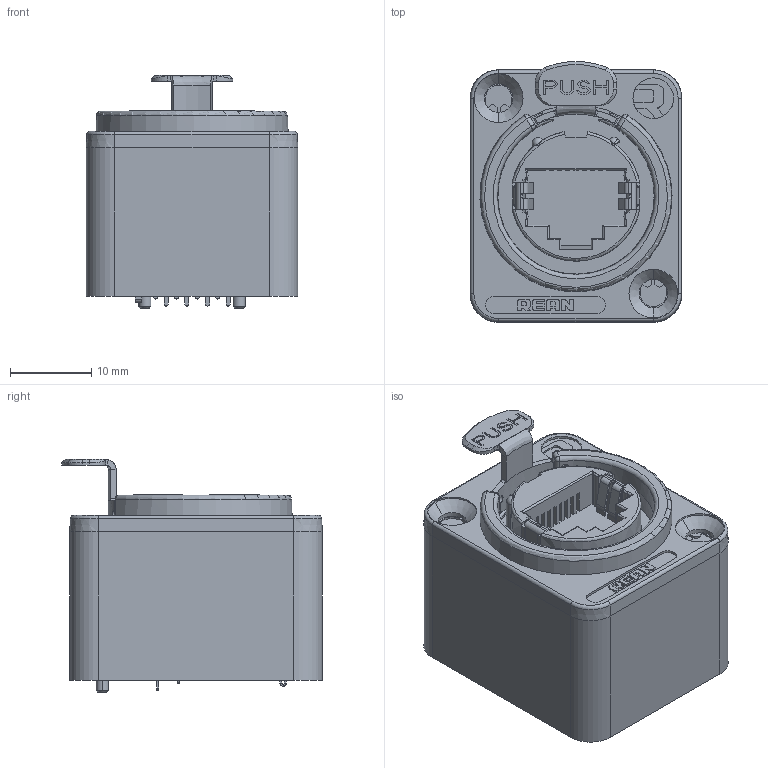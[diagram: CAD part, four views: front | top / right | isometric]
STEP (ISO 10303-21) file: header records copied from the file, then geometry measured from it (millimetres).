
FILE_DESCRIPTION((''),'2;1');
FILE_NAME('PRT0024','2021-06-07T',('yuj'),(''),'PRO/ENGINEER BY PARAMETRIC TECHNOLOGY CORPORATION, 2013040','PRO/ENGINEER BY PARAMETRIC TECHNOLOGY CORPORATION, 2013040','');
FILE_SCHEMA(('CONFIG_CONTROL_DESIGN'));
Length unit declared in the file: millimetre
Products named in the file (1): PRT0024
Bounding box: 26 x 31.99 x 28.63 mm (x, y, z)
Volume: 15912.1 mm3; surface area: 5961.2 mm2
Topology: 1 solids, 5 shells, 1130 faces, 3012 edges, 1909 vertices
Faces by surface type: plane 749, cylinder 267, cone 38, torus 31, bspline 28, sphere 13, extrusion 4
Entity records: 36337 total; most frequent: CARTESIAN_POINT 8254, ORIENTED_EDGE 6014, DIRECTION 5619, EDGE_CURVE 3007, VECTOR 2111, LINE 2107, VERTEX_POINT 1909, AXIS2_PLACEMENT_3D 1754
